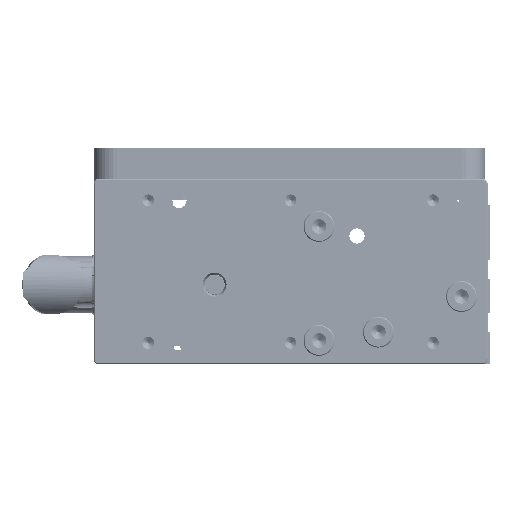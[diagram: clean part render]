
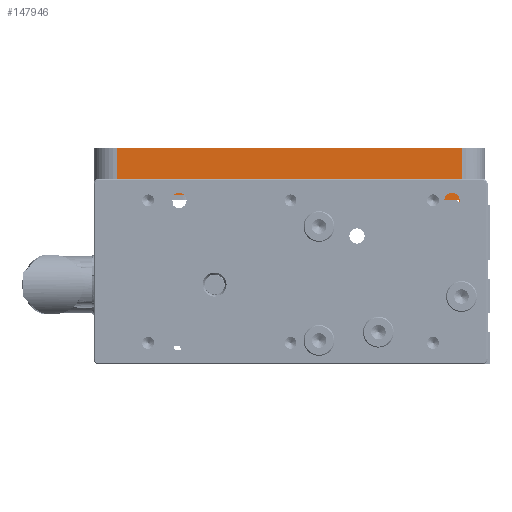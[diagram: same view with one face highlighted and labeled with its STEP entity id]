
A CAD part, left-side view. The second image highlights one B-rep face of the part: STEP entity #147946.
In plain terms, the highlighted planar face has unit normal (-1, 0, 0).
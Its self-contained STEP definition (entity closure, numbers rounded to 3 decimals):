
#3101 = VERTEX_POINT ( 'NONE', #202455 ) ;
#4053 = CARTESIAN_POINT ( 'NONE',  ( -100., 95., 22. ) ) ;
#4771 = ORIENTED_EDGE ( 'NONE', *, *, #150735, .F. ) ;
#7935 = VERTEX_POINT ( 'NONE', #149974 ) ;
#8756 = DIRECTION ( 'NONE',  ( 0., 0., 1. ) ) ;
#10066 = EDGE_LOOP ( 'NONE', ( #125683, #82263, #101729, #168163, #23605, #100181, #132674, #32162, #69012, #102221, #123486, #4771, #89463, #195134 ) ) ;
#11289 = LINE ( 'NONE', #70732, #34530 ) ;
#11295 = EDGE_CURVE ( 'NONE', #193213, #7935, #25306, .T. ) ;
#14571 = VECTOR ( 'NONE', #23362, 1000. ) ;
#15891 = CARTESIAN_POINT ( 'NONE',  ( -100., -49.75, 0. ) ) ;
#16632 = LINE ( 'NONE', #155873, #118605 ) ;
#17008 = CARTESIAN_POINT ( 'NONE',  ( -100., 95., 0. ) ) ;
#23362 = DIRECTION ( 'NONE',  ( 0., -1., 0. ) ) ;
#23605 = ORIENTED_EDGE ( 'NONE', *, *, #194243, .T. ) ;
#25306 = LINE ( 'NONE', #70351, #139727 ) ;
#28703 = LINE ( 'NONE', #61443, #161764 ) ;
#29908 = VECTOR ( 'NONE', #51611, 1000. ) ;
#32162 = ORIENTED_EDGE ( 'NONE', *, *, #11295, .T. ) ;
#33613 = CARTESIAN_POINT ( 'NONE',  ( -100., 85., 22. ) ) ;
#34530 = VECTOR ( 'NONE', #86125, 1000. ) ;
#34717 = DIRECTION ( 'NONE',  ( 0., -1., 0. ) ) ;
#35675 = DIRECTION ( 'NONE',  ( 1., 0., 0. ) ) ;
#40678 = VERTEX_POINT ( 'NONE', #33613 ) ;
#48456 = CARTESIAN_POINT ( 'NONE',  ( -100., 95., 0. ) ) ;
#49577 = DIRECTION ( 'NONE',  ( 0., 0., 1. ) ) ;
#50873 = VECTOR ( 'NONE', #49577, 1000. ) ;
#51611 = DIRECTION ( 'NONE',  ( 0., -1., 0. ) ) ;
#51793 = CARTESIAN_POINT ( 'NONE',  ( -100., -60., 22. ) ) ;
#52120 = PLANE ( 'NONE',  #67256 ) ;
#54541 = DIRECTION ( 'NONE',  ( 1., 0., 0. ) ) ;
#58088 = VECTOR ( 'NONE', #97296, 1000. ) ;
#58600 = VERTEX_POINT ( 'NONE', #171979 ) ;
#61443 = CARTESIAN_POINT ( 'NONE',  ( -100., -19.5, 2.5 ) ) ;
#66138 = DIRECTION ( 'NONE',  ( 0., -1., 0. ) ) ;
#66479 = DIRECTION ( 'NONE',  ( 0., 1., 0. ) ) ;
#67256 = AXIS2_PLACEMENT_3D ( 'NONE', #4053, #35675, #66479 ) ;
#67812 = EDGE_CURVE ( 'NONE', #129195, #138107, #173579, .T. ) ;
#68233 = EDGE_CURVE ( 'NONE', #128636, #95697, #147737, .T. ) ;
#69012 = ORIENTED_EDGE ( 'NONE', *, *, #140842, .T. ) ;
#70351 = CARTESIAN_POINT ( 'NONE',  ( -100., -7., 2. ) ) ;
#70732 = CARTESIAN_POINT ( 'NONE',  ( -100., 85., 22. ) ) ;
#72280 = VERTEX_POINT ( 'NONE', #101636 ) ;
#75229 = VERTEX_POINT ( 'NONE', #101540 ) ;
#75896 = DIRECTION ( 'NONE',  ( 0., 1., 0. ) ) ;
#81213 = LINE ( 'NONE', #48456, #137729 ) ;
#82099 = VECTOR ( 'NONE', #66138, 1000. ) ;
#82263 = ORIENTED_EDGE ( 'NONE', *, *, #83205, .T. ) ;
#83205 = EDGE_CURVE ( 'NONE', #95697, #165745, #81213, .T. ) ;
#86125 = DIRECTION ( 'NONE',  ( 0., 0., -1. ) ) ;
#87742 = DIRECTION ( 'NONE',  ( 0., -1., 0. ) ) ;
#89463 = ORIENTED_EDGE ( 'NONE', *, *, #160936, .F. ) ;
#94176 = EDGE_CURVE ( 'NONE', #40678, #58600, #174981, .T. ) ;
#95697 = VERTEX_POINT ( 'NONE', #15891 ) ;
#96746 = CARTESIAN_POINT ( 'NONE',  ( -100., -59., -4. ) ) ;
#97296 = DIRECTION ( 'NONE',  ( 0., 1., 0. ) ) ;
#98615 = DIRECTION ( 'NONE',  ( 0., -1., 0. ) ) ;
#98851 = EDGE_CURVE ( 'NONE', #75229, #162545, #178485, .T. ) ;
#99187 = LINE ( 'NONE', #161586, #14571 ) ;
#100181 = ORIENTED_EDGE ( 'NONE', *, *, #94176, .F. ) ;
#100347 = CARTESIAN_POINT ( 'NONE',  ( -100., -33.75, 0. ) ) ;
#101540 = CARTESIAN_POINT ( 'NONE',  ( -100., -59., -4. ) ) ;
#101636 = CARTESIAN_POINT ( 'NONE',  ( -100., -23.5, 0. ) ) ;
#101729 = ORIENTED_EDGE ( 'NONE', *, *, #122599, .F. ) ;
#102037 = AXIS2_PLACEMENT_3D ( 'NONE', #109653, #200762, #75896 ) ;
#102221 = ORIENTED_EDGE ( 'NONE', *, *, #67812, .T. ) ;
#102518 = CARTESIAN_POINT ( 'NONE',  ( -100., -19.5, 0. ) ) ;
#109493 = EDGE_CURVE ( 'NONE', #40678, #193213, #11289, .T. ) ;
#109602 = CARTESIAN_POINT ( 'NONE',  ( -100., 95., 22. ) ) ;
#109653 = CARTESIAN_POINT ( 'NONE',  ( -100., -5., 0. ) ) ;
#118373 = AXIS2_PLACEMENT_3D ( 'NONE', #133367, #54541, #163045 ) ;
#118605 = VECTOR ( 'NONE', #139563, 1000. ) ;
#122599 = EDGE_CURVE ( 'NONE', #75229, #165745, #189824, .T. ) ;
#123486 = ORIENTED_EDGE ( 'NONE', *, *, #143686, .F. ) ;
#124961 = DIRECTION ( 'NONE',  ( 0., 0., -1. ) ) ;
#125683 = ORIENTED_EDGE ( 'NONE', *, *, #68233, .T. ) ;
#128636 = VERTEX_POINT ( 'NONE', #100347 ) ;
#129195 = VERTEX_POINT ( 'NONE', #175445 ) ;
#132674 = ORIENTED_EDGE ( 'NONE', *, *, #109493, .T. ) ;
#133367 = CARTESIAN_POINT ( 'NONE',  ( -100., -41.75, 0. ) ) ;
#133860 = CARTESIAN_POINT ( 'NONE',  ( -100., 85., 2. ) ) ;
#135724 = CARTESIAN_POINT ( 'NONE',  ( -100., -59., 0. ) ) ;
#137729 = VECTOR ( 'NONE', #98615, 1000. ) ;
#138107 = VERTEX_POINT ( 'NONE', #102518 ) ;
#139563 = DIRECTION ( 'NONE',  ( 0., 0., 1. ) ) ;
#139727 = VECTOR ( 'NONE', #87742, 1000. ) ;
#140842 = EDGE_CURVE ( 'NONE', #7935, #129195, #173872, .T. ) ;
#143686 = EDGE_CURVE ( 'NONE', #3101, #138107, #28703, .T. ) ;
#146536 = VECTOR ( 'NONE', #34717, 1000. ) ;
#147737 = CIRCLE ( 'NONE', #118373, 8. ) ;
#147946 = ADVANCED_FACE ( 'NONE', ( #157579 ), #52120, .F. ) ;
#149974 = CARTESIAN_POINT ( 'NONE',  ( -100., -5., 2. ) ) ;
#150515 = VECTOR ( 'NONE', #8756, 1000. ) ;
#150735 = EDGE_CURVE ( 'NONE', #154222, #3101, #200988, .T. ) ;
#154222 = VERTEX_POINT ( 'NONE', #198910 ) ;
#155873 = CARTESIAN_POINT ( 'NONE',  ( -100., -23.5, 2.5 ) ) ;
#157579 = FACE_OUTER_BOUND ( 'NONE', #10066, .T. ) ;
#160936 = EDGE_CURVE ( 'NONE', #72280, #154222, #16632, .T. ) ;
#161092 = CARTESIAN_POINT ( 'NONE',  ( -100., -60., -4. ) ) ;
#161586 = CARTESIAN_POINT ( 'NONE',  ( -100., 95., 0. ) ) ;
#161764 = VECTOR ( 'NONE', #124961, 1000. ) ;
#162545 = VERTEX_POINT ( 'NONE', #161092 ) ;
#163045 = DIRECTION ( 'NONE',  ( 0., 1., 0. ) ) ;
#165745 = VERTEX_POINT ( 'NONE', #135724 ) ;
#168163 = ORIENTED_EDGE ( 'NONE', *, *, #98851, .T. ) ;
#171979 = CARTESIAN_POINT ( 'NONE',  ( -100., -60., 22. ) ) ;
#173579 = LINE ( 'NONE', #17008, #82099 ) ;
#173872 = CIRCLE ( 'NONE', #102037, 2. ) ;
#174981 = LINE ( 'NONE', #109602, #146536 ) ;
#175012 = CARTESIAN_POINT ( 'NONE',  ( -100., -19.5, 2.5 ) ) ;
#175445 = CARTESIAN_POINT ( 'NONE',  ( -100., -7., 0. ) ) ;
#178485 = LINE ( 'NONE', #96746, #29908 ) ;
#184524 = EDGE_CURVE ( 'NONE', #72280, #128636, #99187, .T. ) ;
#189824 = LINE ( 'NONE', #201167, #50873 ) ;
#193213 = VERTEX_POINT ( 'NONE', #133860 ) ;
#194037 = LINE ( 'NONE', #51793, #150515 ) ;
#194243 = EDGE_CURVE ( 'NONE', #162545, #58600, #194037, .T. ) ;
#195134 = ORIENTED_EDGE ( 'NONE', *, *, #184524, .T. ) ;
#198910 = CARTESIAN_POINT ( 'NONE',  ( -100., -23.5, 2.5 ) ) ;
#200762 = DIRECTION ( 'NONE',  ( 1., 0., 0. ) ) ;
#200988 = LINE ( 'NONE', #175012, #58088 ) ;
#201167 = CARTESIAN_POINT ( 'NONE',  ( -100., -59., -4. ) ) ;
#202455 = CARTESIAN_POINT ( 'NONE',  ( -100., -19.5, 2.5 ) ) ;
